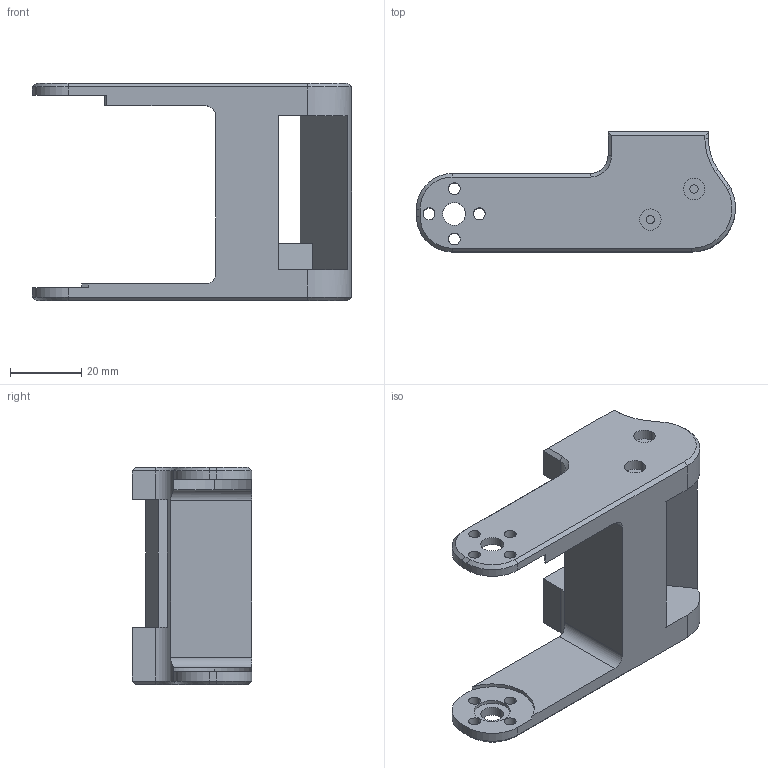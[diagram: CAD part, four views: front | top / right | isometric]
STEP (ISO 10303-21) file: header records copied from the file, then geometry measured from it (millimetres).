
FILE_DESCRIPTION (( 'STEP AP214' ), '1' );
FILE_NAME ('盛赽盓傅.STEP', '2024-10-02T03:36:15', ( '' ), ( '' ), 'SwSTEP 2.0', 'SolidWorks 2020', '' );
FILE_SCHEMA (( 'AUTOMOTIVE_DESIGN' ));
Length unit declared in the file: millimetre
Products named in the file (1): 盛赽盓傅
Bounding box: 89.57 x 33.67 x 61 mm (x, y, z)
Volume: 46526.5 mm3; surface area: 17709.2 mm2
Topology: 1 solids, 1 shells, 116 faces, 306 edges, 195 vertices
Faces by surface type: cylinder 58, plane 45, cone 13
Entity records: 3725 total; most frequent: DIRECTION 669, CARTESIAN_POINT 650, ORIENTED_EDGE 612, EDGE_CURVE 306, AXIS2_PLACEMENT_3D 250, VERTEX_POINT 195, LINE 169, VECTOR 169
